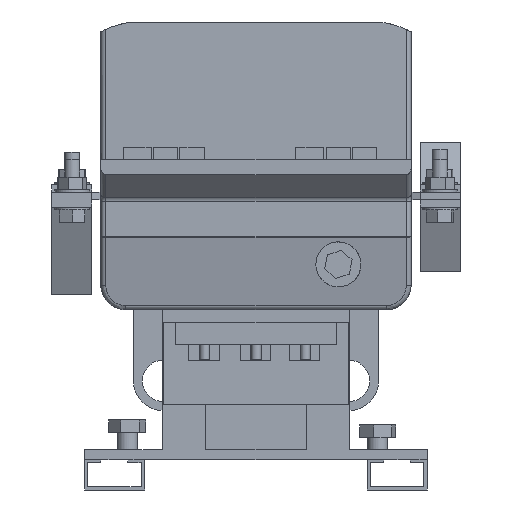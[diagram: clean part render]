
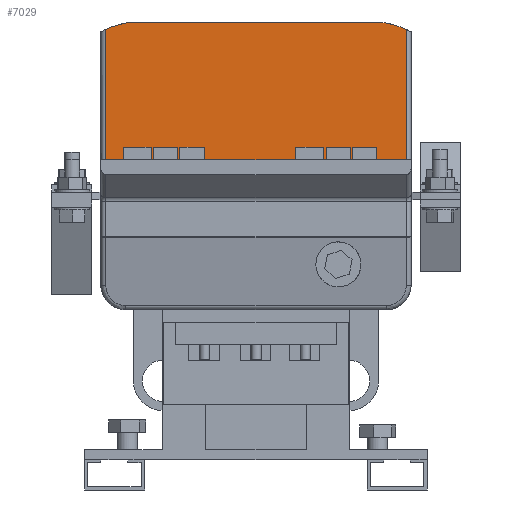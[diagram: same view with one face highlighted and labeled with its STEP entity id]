
A CAD part, front view. The second image highlights one B-rep face of the part: STEP entity #7029.
In plain terms, the highlighted planar face has unit normal (0, -1, 0).
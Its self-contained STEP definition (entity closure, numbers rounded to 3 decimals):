
#64 = VECTOR ( 'NONE', #23342, 1000. ) ;
#201 = LINE ( 'NONE', #3626, #5680 ) ;
#591 = VERTEX_POINT ( 'NONE', #13439 ) ;
#846 = PLANE ( 'NONE',  #28293 ) ;
#2350 = EDGE_CURVE ( 'NONE', #17580, #18477, #10245, .T. ) ;
#2850 = ORIENTED_EDGE ( 'NONE', *, *, #20042, .F. ) ;
#3585 = CARTESIAN_POINT ( 'NONE',  ( 60., -51., 120. ) ) ;
#3626 = CARTESIAN_POINT ( 'NONE',  ( 62., -51., 175. ) ) ;
#3772 = CARTESIAN_POINT ( 'NONE',  ( -60., -51., 85. ) ) ;
#4904 = CARTESIAN_POINT ( 'NONE',  ( -46.413, -51., 143.202 ) ) ;
#5509 = DIRECTION ( 'NONE',  ( 0., 0., -1. ) ) ;
#5680 = VECTOR ( 'NONE', #33339, 1000. ) ;
#5702 = FACE_OUTER_BOUND ( 'NONE', #28796, .T. ) ;
#6425 = CARTESIAN_POINT ( 'NONE',  ( 60., -51., 172.031 ) ) ;
#6710 = VECTOR ( 'NONE', #21397, 1000. ) ;
#6752 = DIRECTION ( 'NONE',  ( 0., 0., -1. ) ) ;
#7029 = ADVANCED_FACE ( 'NONE', ( #5702 ), #846, .T. ) ;
#7648 = LINE ( 'NONE', #3772, #6710 ) ;
#9635 = DIRECTION ( 'NONE',  ( 0., 0., 1. ) ) ;
#10245 = CIRCLE ( 'NONE', #21709, 31.871 ) ;
#10643 = LINE ( 'NONE', #32347, #64 ) ;
#11522 = CARTESIAN_POINT ( 'NONE',  ( -60., -51., 172.031 ) ) ;
#13439 = CARTESIAN_POINT ( 'NONE',  ( 48.561, -51., 175. ) ) ;
#13750 = DIRECTION ( 'NONE',  ( 0., 1., 0. ) ) ;
#14698 = VERTEX_POINT ( 'NONE', #3585 ) ;
#15558 = EDGE_CURVE ( 'NONE', #591, #36421, #18841, .T. ) ;
#16237 = DIRECTION ( 'NONE',  ( 0., 0., -1. ) ) ;
#17580 = VERTEX_POINT ( 'NONE', #11522 ) ;
#18477 = VERTEX_POINT ( 'NONE', #18786 ) ;
#18786 = CARTESIAN_POINT ( 'NONE',  ( -48.561, -51., 175. ) ) ;
#18841 = CIRCLE ( 'NONE', #30191, 31.871 ) ;
#20042 = EDGE_CURVE ( 'NONE', #14698, #27327, #10643, .T. ) ;
#20428 = ORIENTED_EDGE ( 'NONE', *, *, #32614, .T. ) ;
#21397 = DIRECTION ( 'NONE',  ( 0., 0., -1. ) ) ;
#21709 = AXIS2_PLACEMENT_3D ( 'NONE', #4904, #13750, #16237 ) ;
#21821 = DIRECTION ( 'NONE',  ( 0., -1., 0. ) ) ;
#23017 = ORIENTED_EDGE ( 'NONE', *, *, #23352, .T. ) ;
#23051 = ORIENTED_EDGE ( 'NONE', *, *, #2350, .F. ) ;
#23342 = DIRECTION ( 'NONE',  ( -1., 0., 0. ) ) ;
#23352 = EDGE_CURVE ( 'NONE', #14698, #36421, #29210, .T. ) ;
#23660 = ORIENTED_EDGE ( 'NONE', *, *, #28439, .F. ) ;
#27327 = VERTEX_POINT ( 'NONE', #35268 ) ;
#27731 = ORIENTED_EDGE ( 'NONE', *, *, #15558, .F. ) ;
#28293 = AXIS2_PLACEMENT_3D ( 'NONE', #33385, #21821, #6752 ) ;
#28439 = EDGE_CURVE ( 'NONE', #18477, #591, #201, .T. ) ;
#28796 = EDGE_LOOP ( 'NONE', ( #27731, #23660, #23051, #20428, #2850, #23017 ) ) ;
#29210 = LINE ( 'NONE', #36379, #30628 ) ;
#30191 = AXIS2_PLACEMENT_3D ( 'NONE', #31918, #35086, #5509 ) ;
#30628 = VECTOR ( 'NONE', #9635, 1000. ) ;
#31918 = CARTESIAN_POINT ( 'NONE',  ( 46.413, -51., 143.202 ) ) ;
#32347 = CARTESIAN_POINT ( 'NONE',  ( 37.5, -51., 120. ) ) ;
#32614 = EDGE_CURVE ( 'NONE', #17580, #27327, #7648, .T. ) ;
#33339 = DIRECTION ( 'NONE',  ( 1., 0., 0. ) ) ;
#33385 = CARTESIAN_POINT ( 'NONE',  ( 62., -51., 85. ) ) ;
#35086 = DIRECTION ( 'NONE',  ( 0., 1., 0. ) ) ;
#35268 = CARTESIAN_POINT ( 'NONE',  ( -60., -51., 120. ) ) ;
#36379 = CARTESIAN_POINT ( 'NONE',  ( 60., -51., 85. ) ) ;
#36421 = VERTEX_POINT ( 'NONE', #6425 ) ;
